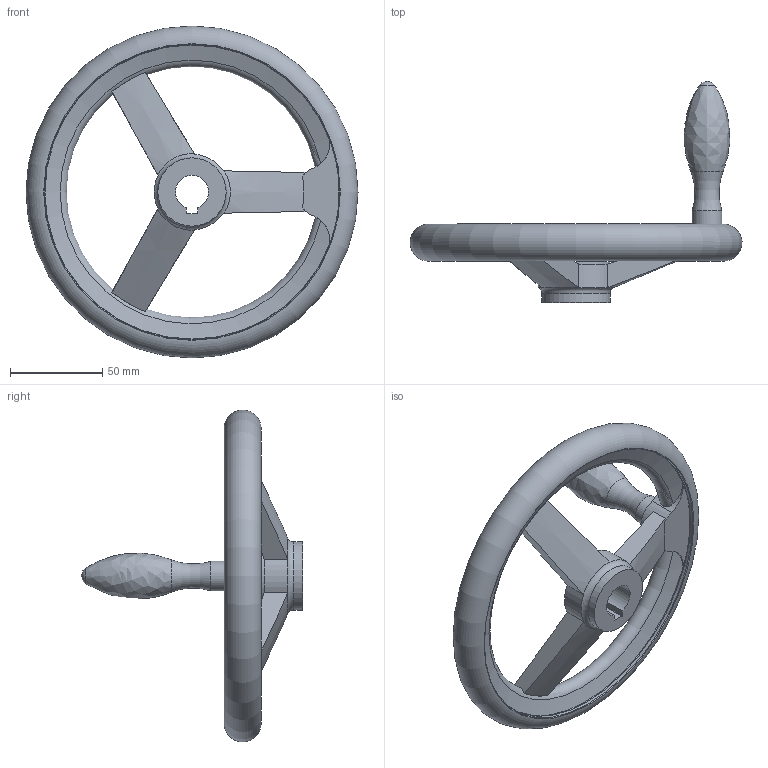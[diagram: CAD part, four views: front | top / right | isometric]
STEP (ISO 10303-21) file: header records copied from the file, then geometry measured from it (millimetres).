
FILE_DESCRIPTION( ( 'STEP AP214' ), '1' );
FILE_NAME( 'K0160.3180X18.stp', '2020-11-26T10:10:18', ( '' ), ( '' ), ' ', 'PARTsolutions', ' ' );
FILE_SCHEMA( ( 'AUTOMOTIVE_DESIGN { 1 0 10303 214 1 1 1 1 }' ) );
Length unit declared in the file: millimetre
Products named in the file (1): _K0160.3180X18
Bounding box: 179.97 x 119.87 x 179.97 mm (x, y, z)
Volume: 224247.9 mm3; surface area: 52984.1 mm2
Topology: 1 solids, 1 shells, 48 faces, 139 edges, 89 vertices
Faces by surface type: cylinder 14, plane 13, torus 13, cone 6, bspline 1, sphere 1
Full cylindrical faces by diameter (mm): 16 x1, 37 x2, 160 x2
Entity records: 2265 total; most frequent: CARTESIAN_POINT 729, ORIENTED_EDGE 234, DIRECTION 222, EDGE_CURVE 117, AXIS2_PLACEMENT_3D 100, VERTEX_POINT 85, EDGE_LOOP 68, FACE_OUTER_BOUND 62
